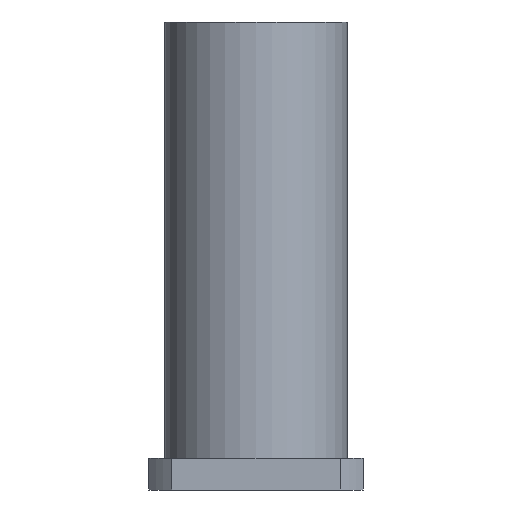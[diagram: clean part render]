
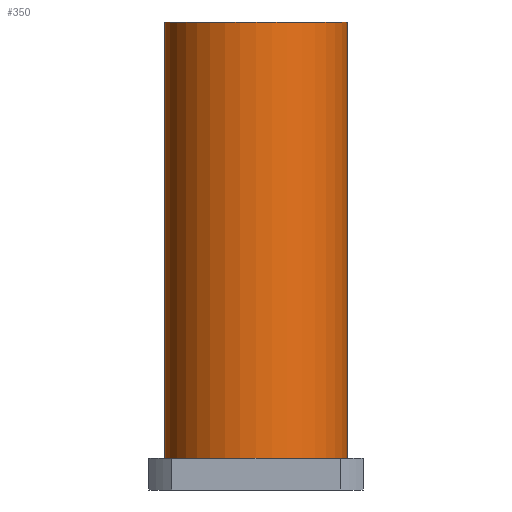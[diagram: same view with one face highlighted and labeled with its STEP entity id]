
A CAD part, front view. The second image highlights one B-rep face of the part: STEP entity #350.
In plain terms, the highlighted cylindrical face has radius 37.5 mm (diameter 75 mm), a partial arc.
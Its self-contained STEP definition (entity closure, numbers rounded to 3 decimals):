
#2 = CARTESIAN_POINT ( 'NONE',  ( 37.5, 0., -83. ) ) ;
#35 = DIRECTION ( 'NONE',  ( 1., 0., 0. ) ) ;
#95 = FACE_OUTER_BOUND ( 'NONE', #870, .T. ) ;
#98 = ORIENTED_EDGE ( 'NONE', *, *, #322, .T. ) ;
#106 = LINE ( 'NONE', #801, #441 ) ;
#112 = EDGE_CURVE ( 'NONE', #521, #448, #854, .T. ) ;
#191 = AXIS2_PLACEMENT_3D ( 'NONE', #561, #826, #35 ) ;
#208 = CIRCLE ( 'NONE', #618, 37.5 ) ;
#223 = AXIS2_PLACEMENT_3D ( 'NONE', #1005, #231, #747 ) ;
#231 = DIRECTION ( 'NONE',  ( 0., 0., 1. ) ) ;
#259 = CARTESIAN_POINT ( 'NONE',  ( 0., 0., -83. ) ) ;
#284 = CARTESIAN_POINT ( 'NONE',  ( 37.5, 0., 96. ) ) ;
#322 = EDGE_CURVE ( 'NONE', #1044, #521, #208, .T. ) ;
#350 = ADVANCED_FACE ( 'NONE', ( #95 ), #504, .T. ) ;
#409 = ORIENTED_EDGE ( 'NONE', *, *, #1051, .F. ) ;
#425 = DIRECTION ( 'NONE',  ( 0., 0., 1. ) ) ;
#441 = VECTOR ( 'NONE', #705, 1000. ) ;
#448 = VERTEX_POINT ( 'NONE', #284 ) ;
#487 = VECTOR ( 'NONE', #425, 1000. ) ;
#504 = CYLINDRICAL_SURFACE ( 'NONE', #223, 37.5 ) ;
#512 = DIRECTION ( 'NONE',  ( 1., 0., 0. ) ) ;
#521 = VERTEX_POINT ( 'NONE', #807 ) ;
#561 = CARTESIAN_POINT ( 'NONE',  ( 0., 0., 96. ) ) ;
#563 = CIRCLE ( 'NONE', #191, 37.5 ) ;
#577 = CARTESIAN_POINT ( 'NONE',  ( -37.5, 0., 96. ) ) ;
#588 = VERTEX_POINT ( 'NONE', #577 ) ;
#618 = AXIS2_PLACEMENT_3D ( 'NONE', #259, #943, #512 ) ;
#636 = CARTESIAN_POINT ( 'NONE',  ( -37.5, 0., -83. ) ) ;
#705 = DIRECTION ( 'NONE',  ( 0., 0., 1. ) ) ;
#747 = DIRECTION ( 'NONE',  ( 1., 0., 0. ) ) ;
#801 = CARTESIAN_POINT ( 'NONE',  ( -37.5, 0., -83. ) ) ;
#807 = CARTESIAN_POINT ( 'NONE',  ( 37.5, 0., -83. ) ) ;
#817 = EDGE_CURVE ( 'NONE', #588, #448, #563, .T. ) ;
#826 = DIRECTION ( 'NONE',  ( 0., 0., 1. ) ) ;
#854 = LINE ( 'NONE', #2, #487 ) ;
#870 = EDGE_LOOP ( 'NONE', ( #409, #98, #968, #879 ) ) ;
#879 = ORIENTED_EDGE ( 'NONE', *, *, #817, .F. ) ;
#943 = DIRECTION ( 'NONE',  ( 0., 0., 1. ) ) ;
#968 = ORIENTED_EDGE ( 'NONE', *, *, #112, .T. ) ;
#1005 = CARTESIAN_POINT ( 'NONE',  ( 0., 0., -83. ) ) ;
#1044 = VERTEX_POINT ( 'NONE', #636 ) ;
#1051 = EDGE_CURVE ( 'NONE', #1044, #588, #106, .T. ) ;
